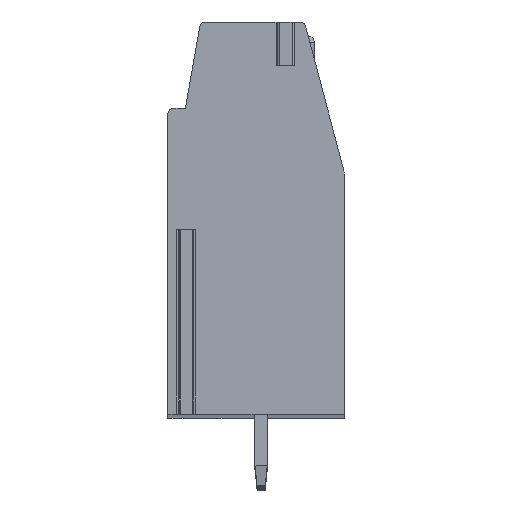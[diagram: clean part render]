
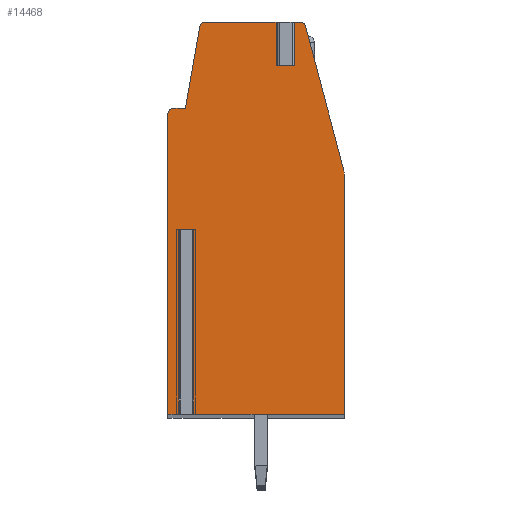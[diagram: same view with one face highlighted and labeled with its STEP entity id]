
A CAD part, top view. The second image highlights one B-rep face of the part: STEP entity #14468.
In plain terms, the highlighted planar face has unit normal (0, 0, 1).
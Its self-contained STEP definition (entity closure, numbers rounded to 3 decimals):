
#13=DIRECTION('',(-1.,0.,0.));
#14=VECTOR('',#13,0.743);
#15=CARTESIAN_POINT('',(-3.029,-0.55,114.3));
#16=LINE('',#15,#14);
#17=DIRECTION('',(0.,-1.,0.));
#18=VECTOR('',#17,9.);
#19=CARTESIAN_POINT('',(-3.771,-0.55,114.3));
#20=LINE('',#19,#18);
#21=DIRECTION('',(1.,0.,0.));
#22=VECTOR('',#21,0.529);
#23=CARTESIAN_POINT('',(-4.3,-9.55,114.3));
#24=LINE('',#23,#22);
#25=DIRECTION('',(0.,-1.,0.));
#26=VECTOR('',#25,14.6);
#27=CARTESIAN_POINT('',(-4.3,5.05,114.3));
#28=LINE('',#27,#26);
#29=CARTESIAN_POINT('',(-4.,5.05,114.3));
#30=DIRECTION('',(0.,0.,1.));
#31=DIRECTION('',(0.,1.,0.));
#32=AXIS2_PLACEMENT_3D('',#29,#30,#31);
#34=DIRECTION('',(-1.,0.,0.));
#35=VECTOR('',#34,0.558);
#36=CARTESIAN_POINT('',(-3.442,5.35,114.3));
#37=LINE('',#36,#35);
#38=DIRECTION('',(-0.174,-0.985,0.));
#39=VECTOR('',#38,4.013);
#40=CARTESIAN_POINT('',(-2.746,9.302,114.3));
#41=LINE('',#40,#39);
#42=CARTESIAN_POINT('',(-2.45,9.25,114.3));
#43=DIRECTION('',(0.,0.,1.));
#44=DIRECTION('',(0.,1.,0.));
#45=AXIS2_PLACEMENT_3D('',#42,#43,#44);
#47=DIRECTION('',(-1.,0.,0.));
#48=VECTOR('',#47,3.669);
#49=CARTESIAN_POINT('',(1.219,9.55,114.3));
#50=LINE('',#49,#48);
#51=DIRECTION('',(0.,-1.,0.));
#52=VECTOR('',#51,2.1);
#53=CARTESIAN_POINT('',(1.219,9.55,114.3));
#54=LINE('',#53,#52);
#55=DIRECTION('',(-1.,0.,0.));
#56=VECTOR('',#55,0.46);
#57=CARTESIAN_POINT('',(1.679,7.45,114.3));
#58=LINE('',#57,#56);
#59=DIRECTION('',(0.,-1.,0.));
#60=VECTOR('',#59,2.1);
#61=CARTESIAN_POINT('',(1.679,9.55,114.3));
#62=LINE('',#61,#60);
#63=DIRECTION('',(-1.,0.,0.));
#64=VECTOR('',#63,0.447);
#65=CARTESIAN_POINT('',(2.126,9.55,114.3));
#66=LINE('',#65,#64);
#67=CARTESIAN_POINT('',(2.126,9.25,114.3));
#68=DIRECTION('',(0.,0.,1.));
#69=DIRECTION('',(0.966,0.257,0.));
#70=AXIS2_PLACEMENT_3D('',#67,#68,#69);
#72=CARTESIAN_POINT('',(3.3,2.119,114.3));
#73=DIRECTION('',(0.,0.,1.));
#74=DIRECTION('',(1.,0.,0.));
#75=AXIS2_PLACEMENT_3D('',#72,#73,#74);
#77=DIRECTION('',(0.,1.,0.));
#78=VECTOR('',#77,11.669);
#79=CARTESIAN_POINT('',(4.3,-9.55,114.3));
#80=LINE('',#79,#78);
#81=DIRECTION('',(1.,0.,0.));
#82=VECTOR('',#81,7.329);
#83=CARTESIAN_POINT('',(-3.029,-9.55,114.3));
#84=LINE('',#83,#82);
#85=DIRECTION('',(0.,-1.,0.));
#86=VECTOR('',#85,9.);
#87=CARTESIAN_POINT('',(-3.029,-0.55,114.3));
#88=LINE('',#87,#86);
#619=DIRECTION('',(-0.257,0.966,0.));
#620=VECTOR('',#619,7.193);
#621=CARTESIAN_POINT('',(4.266,2.376,114.3));
#622=LINE('',#621,#620);
#11530=CARTESIAN_POINT('',(4.3,-9.55,114.3));
#11531=CARTESIAN_POINT('',(4.3,2.119,114.3));
#11532=VERTEX_POINT('',#11530);
#11533=VERTEX_POINT('',#11531);
#11534=CARTESIAN_POINT('',(4.266,2.376,114.3));
#11535=VERTEX_POINT('',#11534);
#11536=CARTESIAN_POINT('',(2.416,9.327,114.3));
#11537=CARTESIAN_POINT('',(2.126,9.55,114.3));
#11538=VERTEX_POINT('',#11536);
#11539=VERTEX_POINT('',#11537);
#11540=CARTESIAN_POINT('',(-2.45,9.55,114.3));
#11541=CARTESIAN_POINT('',(-2.746,9.302,114.3));
#11542=VERTEX_POINT('',#11540);
#11543=VERTEX_POINT('',#11541);
#11544=CARTESIAN_POINT('',(-3.442,5.35,114.3));
#11545=VERTEX_POINT('',#11544);
#11546=CARTESIAN_POINT('',(-4.,5.35,114.3));
#11547=VERTEX_POINT('',#11546);
#11548=CARTESIAN_POINT('',(-4.3,5.05,114.3));
#11549=VERTEX_POINT('',#11548);
#11550=CARTESIAN_POINT('',(-4.3,-9.55,114.3));
#11551=VERTEX_POINT('',#11550);
#11614=CARTESIAN_POINT('',(1.679,7.45,114.3));
#11615=CARTESIAN_POINT('',(1.219,7.45,114.3));
#11616=VERTEX_POINT('',#11614);
#11617=VERTEX_POINT('',#11615);
#11618=CARTESIAN_POINT('',(1.219,9.55,114.3));
#11619=VERTEX_POINT('',#11618);
#11620=CARTESIAN_POINT('',(1.679,9.55,114.3));
#11621=VERTEX_POINT('',#11620);
#11634=CARTESIAN_POINT('',(-3.029,-0.55,114.3));
#11635=CARTESIAN_POINT('',(-3.771,-0.55,114.3));
#11636=VERTEX_POINT('',#11634);
#11637=VERTEX_POINT('',#11635);
#11638=CARTESIAN_POINT('',(-3.029,-9.55,114.3));
#11639=VERTEX_POINT('',#11638);
#11640=CARTESIAN_POINT('',(-3.771,-9.55,114.3));
#11641=VERTEX_POINT('',#11640);
#14423=CARTESIAN_POINT('',(0.,0.,114.3));
#14424=DIRECTION('',(0.,0.,1.));
#14425=DIRECTION('',(1.,0.,0.));
#14426=AXIS2_PLACEMENT_3D('',#14423,#14424,#14425);
#14427=PLANE('',#14426);
#14429=ORIENTED_EDGE('',*,*,#14428,.T.);
#14431=ORIENTED_EDGE('',*,*,#14430,.T.);
#14433=ORIENTED_EDGE('',*,*,#14432,.F.);
#14435=ORIENTED_EDGE('',*,*,#14434,.F.);
#14437=ORIENTED_EDGE('',*,*,#14436,.F.);
#14439=ORIENTED_EDGE('',*,*,#14438,.F.);
#14441=ORIENTED_EDGE('',*,*,#14440,.F.);
#14443=ORIENTED_EDGE('',*,*,#14442,.F.);
#14445=ORIENTED_EDGE('',*,*,#14444,.F.);
#14447=ORIENTED_EDGE('',*,*,#14446,.T.);
#14449=ORIENTED_EDGE('',*,*,#14448,.F.);
#14451=ORIENTED_EDGE('',*,*,#14450,.F.);
#14453=ORIENTED_EDGE('',*,*,#14452,.F.);
#14455=ORIENTED_EDGE('',*,*,#14454,.F.);
#14457=ORIENTED_EDGE('',*,*,#14456,.F.);
#14459=ORIENTED_EDGE('',*,*,#14458,.F.);
#14461=ORIENTED_EDGE('',*,*,#14460,.F.);
#14463=ORIENTED_EDGE('',*,*,#14462,.F.);
#14465=ORIENTED_EDGE('',*,*,#14464,.F.);
#14466=EDGE_LOOP('',(#14429,#14431,#14433,#14435,#14437,#14439,#14441,#14443,
#14445,#14447,#14449,#14451,#14453,#14455,#14457,#14459,#14461,#14463,#14465));
#14467=FACE_OUTER_BOUND('',#14466,.F.);
#33=CIRCLE('',#32,0.3);
#46=CIRCLE('',#45,0.3);
#71=CIRCLE('',#70,0.3);
#76=CIRCLE('',#75,1.);
#14428=EDGE_CURVE('',#11636,#11637,#16,.T.);
#14430=EDGE_CURVE('',#11637,#11641,#20,.T.);
#14432=EDGE_CURVE('',#11551,#11641,#24,.T.);
#14434=EDGE_CURVE('',#11549,#11551,#28,.T.);
#14436=EDGE_CURVE('',#11547,#11549,#33,.T.);
#14438=EDGE_CURVE('',#11545,#11547,#37,.T.);
#14440=EDGE_CURVE('',#11543,#11545,#41,.T.);
#14442=EDGE_CURVE('',#11542,#11543,#46,.T.);
#14444=EDGE_CURVE('',#11619,#11542,#50,.T.);
#14446=EDGE_CURVE('',#11619,#11617,#54,.T.);
#14448=EDGE_CURVE('',#11616,#11617,#58,.T.);
#14450=EDGE_CURVE('',#11621,#11616,#62,.T.);
#14452=EDGE_CURVE('',#11539,#11621,#66,.T.);
#14454=EDGE_CURVE('',#11538,#11539,#71,.T.);
#14456=EDGE_CURVE('',#11535,#11538,#622,.T.);
#14458=EDGE_CURVE('',#11533,#11535,#76,.T.);
#14460=EDGE_CURVE('',#11532,#11533,#80,.T.);
#14462=EDGE_CURVE('',#11639,#11532,#84,.T.);
#14464=EDGE_CURVE('',#11636,#11639,#88,.T.);
#14468=ADVANCED_FACE('',(#14467),#14427,.T.);
